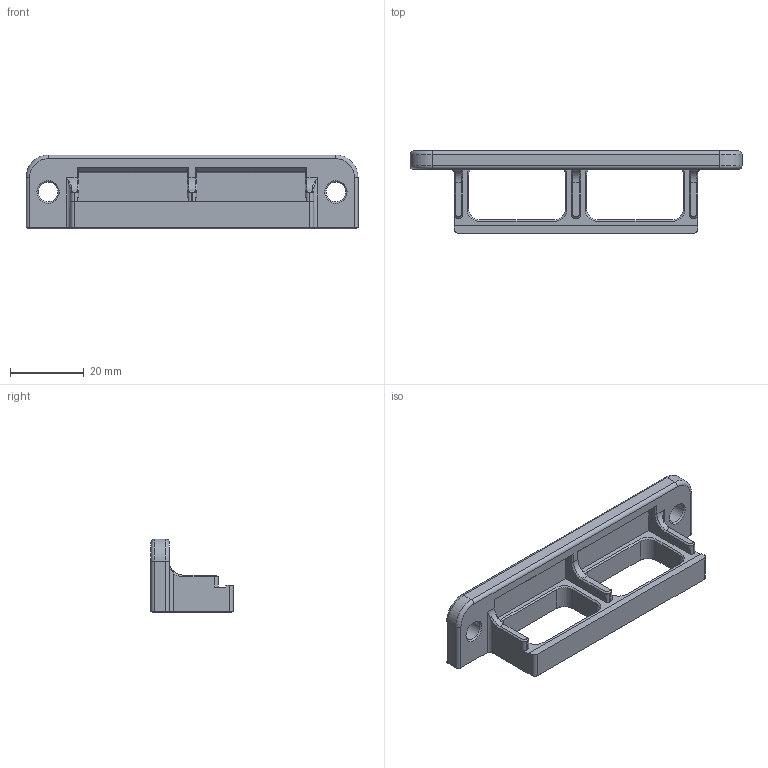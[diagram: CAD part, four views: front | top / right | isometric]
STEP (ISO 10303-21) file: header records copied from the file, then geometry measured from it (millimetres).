
FILE_DESCRIPTION(/* description */ ('STEP AP242','CAx-IF Rec.Pracs.---Representation and Presentation of Product Manufacturing Information (PMI)---4.0---2014-10-13','CAx-IF Rec.Pracs.---3D Tessellated Geometry---0.4---2014-09-14','2;1'),/* implementation_level */ '2;1');
FILE_NAME(/* name */ '6670cce076025a78df450be6',/* time_stamp */ '2024-06-17T23:55:13Z',/* author */ (''),/* organization */ (''),/* preprocessor_version */ 'ST-DEVELOPER v20',/* originating_system */ ' ',/* authorisation */ ' ');
FILE_SCHEMA (('AP242_MANAGED_MODEL_BASED_3D_ENGINEERING_MIM_LF { 1 0 10303 442 1 1 4 }'));
Length unit declared in the file: metre
Products named in the file (1): Part 1
Bounding box: 89.9 x 22.25 x 20 mm (x, y, z)
Volume: 9958.1 mm3; surface area: 7245.6 mm2
Topology: 1 solids, 1 shells, 174 faces, 438 edges, 264 vertices
Faces by surface type: plane 95, cone 40, cylinder 33, torus 4, bspline 2
Full cylindrical faces by diameter (mm): 5.3 x2
Entity records: 5228 total; most frequent: CARTESIAN_POINT 1053, DIRECTION 880, ORIENTED_EDGE 848, EDGE_CURVE 424, LINE 302, VECTOR 302, AXIS2_PLACEMENT_3D 289, VERTEX_POINT 258
